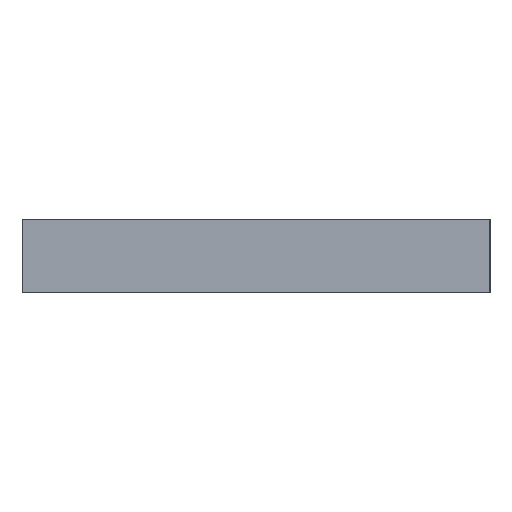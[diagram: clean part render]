
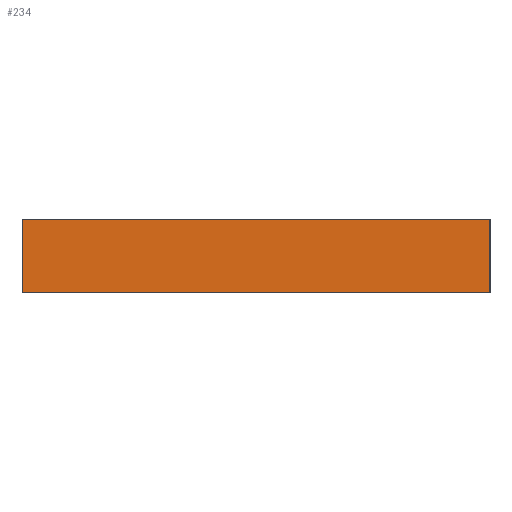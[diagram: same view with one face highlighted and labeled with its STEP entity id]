
A CAD part, front view. The second image highlights one B-rep face of the part: STEP entity #234.
In plain terms, the highlighted planar face has unit normal (0, -1, 0).
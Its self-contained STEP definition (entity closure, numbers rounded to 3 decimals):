
#43 = PLANE('',#44);
#44 = AXIS2_PLACEMENT_3D('',#45,#46,#47);
#45 = CARTESIAN_POINT('',(153.581,-99.924,0.));
#46 = DIRECTION('',(1.,0.,0.));
#47 = DIRECTION('',(0.,-1.,0.));
#68 = VERTEX_POINT('',#69);
#69 = CARTESIAN_POINT('',(153.581,-112.624,1.6));
#83 = PLANE('',#84);
#84 = AXIS2_PLACEMENT_3D('',#85,#86,#87);
#85 = CARTESIAN_POINT('',(148.501,-105.383,1.6));
#86 = DIRECTION('',(-0.,-0.,-1.));
#87 = DIRECTION('',(-1.,0.,0.));
#95 = EDGE_CURVE('',#96,#68,#98,.T.);
#96 = VERTEX_POINT('',#97);
#97 = CARTESIAN_POINT('',(153.581,-112.624,0.));
#98 = SURFACE_CURVE('',#99,(#103,#110),.PCURVE_S1.);
#99 = LINE('',#100,#101);
#100 = CARTESIAN_POINT('',(153.581,-112.624,0.));
#101 = VECTOR('',#102,1.);
#102 = DIRECTION('',(0.,0.,1.));
#103 = PCURVE('',#43,#104);
#104 = DEFINITIONAL_REPRESENTATION('',(#105),#109);
#105 = LINE('',#106,#107);
#106 = CARTESIAN_POINT('',(12.7,0.));
#107 = VECTOR('',#108,1.);
#108 = DIRECTION('',(0.,-1.));
#109 = ( GEOMETRIC_REPRESENTATION_CONTEXT(2) 
PARAMETRIC_REPRESENTATION_CONTEXT() REPRESENTATION_CONTEXT('2D SPACE',''
  ) );
#110 = PCURVE('',#111,#116);
#111 = PLANE('',#112);
#112 = AXIS2_PLACEMENT_3D('',#113,#114,#115);
#113 = CARTESIAN_POINT('',(153.581,-112.624,0.));
#114 = DIRECTION('',(0.,-1.,0.));
#115 = DIRECTION('',(-1.,0.,0.));
#116 = DEFINITIONAL_REPRESENTATION('',(#117),#121);
#117 = LINE('',#118,#119);
#118 = CARTESIAN_POINT('',(0.,-0.));
#119 = VECTOR('',#120,1.);
#120 = DIRECTION('',(0.,-1.));
#121 = ( GEOMETRIC_REPRESENTATION_CONTEXT(2) 
PARAMETRIC_REPRESENTATION_CONTEXT() REPRESENTATION_CONTEXT('2D SPACE',''
  ) );
#137 = PLANE('',#138);
#138 = AXIS2_PLACEMENT_3D('',#139,#140,#141);
#139 = CARTESIAN_POINT('',(148.501,-105.383,0.));
#140 = DIRECTION('',(-0.,-0.,-1.));
#141 = DIRECTION('',(-1.,0.,0.));
#234 = ADVANCED_FACE('',(#235),#111,.T.);
#235 = FACE_BOUND('',#236,.T.);
#236 = EDGE_LOOP('',(#237,#238,#261,#289));
#237 = ORIENTED_EDGE('',*,*,#95,.T.);
#238 = ORIENTED_EDGE('',*,*,#239,.T.);
#239 = EDGE_CURVE('',#68,#240,#242,.T.);
#240 = VERTEX_POINT('',#241);
#241 = CARTESIAN_POINT('',(143.421,-112.624,1.6));
#242 = SURFACE_CURVE('',#243,(#247,#254),.PCURVE_S1.);
#243 = LINE('',#244,#245);
#244 = CARTESIAN_POINT('',(153.581,-112.624,1.6));
#245 = VECTOR('',#246,1.);
#246 = DIRECTION('',(-1.,0.,0.));
#247 = PCURVE('',#111,#248);
#248 = DEFINITIONAL_REPRESENTATION('',(#249),#253);
#249 = LINE('',#250,#251);
#250 = CARTESIAN_POINT('',(0.,-1.6));
#251 = VECTOR('',#252,1.);
#252 = DIRECTION('',(1.,0.));
#253 = ( GEOMETRIC_REPRESENTATION_CONTEXT(2) 
PARAMETRIC_REPRESENTATION_CONTEXT() REPRESENTATION_CONTEXT('2D SPACE',''
  ) );
#254 = PCURVE('',#83,#255);
#255 = DEFINITIONAL_REPRESENTATION('',(#256),#260);
#256 = LINE('',#257,#258);
#257 = CARTESIAN_POINT('',(-5.08,-7.24));
#258 = VECTOR('',#259,1.);
#259 = DIRECTION('',(1.,0.));
#260 = ( GEOMETRIC_REPRESENTATION_CONTEXT(2) 
PARAMETRIC_REPRESENTATION_CONTEXT() REPRESENTATION_CONTEXT('2D SPACE',''
  ) );
#261 = ORIENTED_EDGE('',*,*,#262,.F.);
#262 = EDGE_CURVE('',#263,#240,#265,.T.);
#263 = VERTEX_POINT('',#264);
#264 = CARTESIAN_POINT('',(143.421,-112.624,0.));
#265 = SURFACE_CURVE('',#266,(#270,#277),.PCURVE_S1.);
#266 = LINE('',#267,#268);
#267 = CARTESIAN_POINT('',(143.421,-112.624,0.));
#268 = VECTOR('',#269,1.);
#269 = DIRECTION('',(0.,0.,1.));
#270 = PCURVE('',#111,#271);
#271 = DEFINITIONAL_REPRESENTATION('',(#272),#276);
#272 = LINE('',#273,#274);
#273 = CARTESIAN_POINT('',(10.16,0.));
#274 = VECTOR('',#275,1.);
#275 = DIRECTION('',(0.,-1.));
#276 = ( GEOMETRIC_REPRESENTATION_CONTEXT(2) 
PARAMETRIC_REPRESENTATION_CONTEXT() REPRESENTATION_CONTEXT('2D SPACE',''
  ) );
#277 = PCURVE('',#278,#283);
#278 = PLANE('',#279);
#279 = AXIS2_PLACEMENT_3D('',#280,#281,#282);
#280 = CARTESIAN_POINT('',(143.421,-112.624,0.));
#281 = DIRECTION('',(-1.,0.,0.));
#282 = DIRECTION('',(0.,1.,0.));
#283 = DEFINITIONAL_REPRESENTATION('',(#284),#288);
#284 = LINE('',#285,#286);
#285 = CARTESIAN_POINT('',(0.,0.));
#286 = VECTOR('',#287,1.);
#287 = DIRECTION('',(0.,-1.));
#288 = ( GEOMETRIC_REPRESENTATION_CONTEXT(2) 
PARAMETRIC_REPRESENTATION_CONTEXT() REPRESENTATION_CONTEXT('2D SPACE',''
  ) );
#289 = ORIENTED_EDGE('',*,*,#290,.F.);
#290 = EDGE_CURVE('',#96,#263,#291,.T.);
#291 = SURFACE_CURVE('',#292,(#296,#303),.PCURVE_S1.);
#292 = LINE('',#293,#294);
#293 = CARTESIAN_POINT('',(153.581,-112.624,0.));
#294 = VECTOR('',#295,1.);
#295 = DIRECTION('',(-1.,0.,0.));
#296 = PCURVE('',#111,#297);
#297 = DEFINITIONAL_REPRESENTATION('',(#298),#302);
#298 = LINE('',#299,#300);
#299 = CARTESIAN_POINT('',(0.,-0.));
#300 = VECTOR('',#301,1.);
#301 = DIRECTION('',(1.,0.));
#302 = ( GEOMETRIC_REPRESENTATION_CONTEXT(2) 
PARAMETRIC_REPRESENTATION_CONTEXT() REPRESENTATION_CONTEXT('2D SPACE',''
  ) );
#303 = PCURVE('',#137,#304);
#304 = DEFINITIONAL_REPRESENTATION('',(#305),#309);
#305 = LINE('',#306,#307);
#306 = CARTESIAN_POINT('',(-5.08,-7.24));
#307 = VECTOR('',#308,1.);
#308 = DIRECTION('',(1.,0.));
#309 = ( GEOMETRIC_REPRESENTATION_CONTEXT(2) 
PARAMETRIC_REPRESENTATION_CONTEXT() REPRESENTATION_CONTEXT('2D SPACE',''
  ) );
